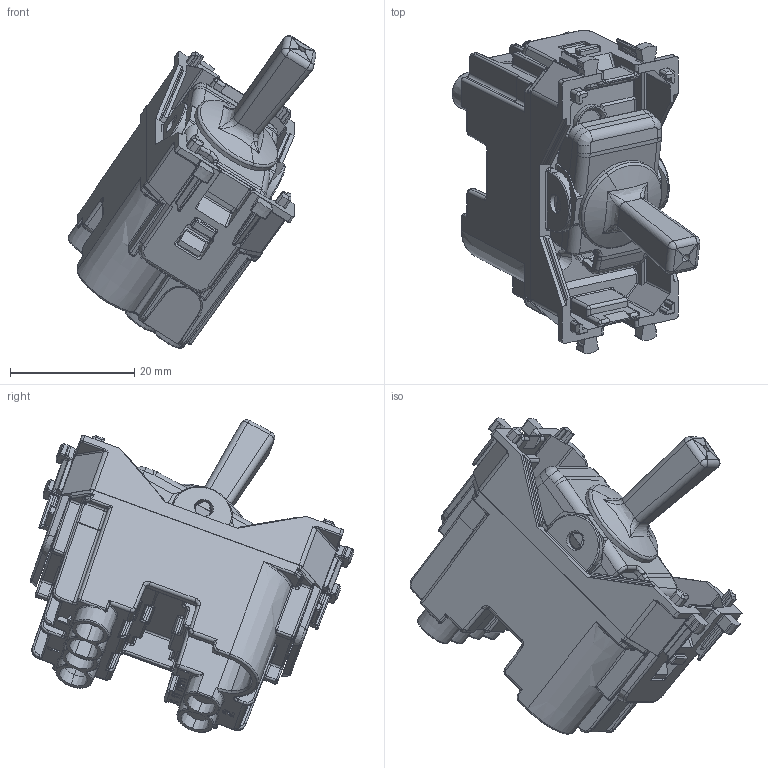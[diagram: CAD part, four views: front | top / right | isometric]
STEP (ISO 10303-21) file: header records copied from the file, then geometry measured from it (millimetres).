
FILE_DESCRIPTION(('CATIA V5 STEP Exchange'),'2;1');
FILE_NAME('444005GTK.stp','2024-06-11T09:01:41+00:00',('none'),('none'),'CATIA Version 5-6 Release 2016 SP6','CATIA V5 STEP AP203','none');
FILE_SCHEMA(('CONFIG_CONTROL_DESIGN'));
Products named in the file (1): STEP
Assembly tree (12 placements, depth 2):
  STEP
    #57
    #54987
    #57557
    #59020  x2
    #60933  x2
    #61799
    #64825
    #65697
    #113322
    #129636
Bounding box: 39.89 x 52.04 x 50.33 mm (x, y, z)
Volume: 11954.9 mm3; surface area: 20028.3 mm2
Topology: 15 solids, 15 shells, 3519 faces, 9113 edges, 5427 vertices
Faces by surface type: plane 1274, cylinder 1231, bspline 524, sphere 176, cone 171, torus 119, extrusion 16, revolution 8
Entity records: 132323 total; most frequent: CARTESIAN_POINT 60674, ORIENTED_EDGE 17330, DIRECTION 10250, EDGE_CURVE 8665, VERTEX_POINT 5281, VECTOR 4020, LINE 4004, AXIS2_PLACEMENT_3D 3796
